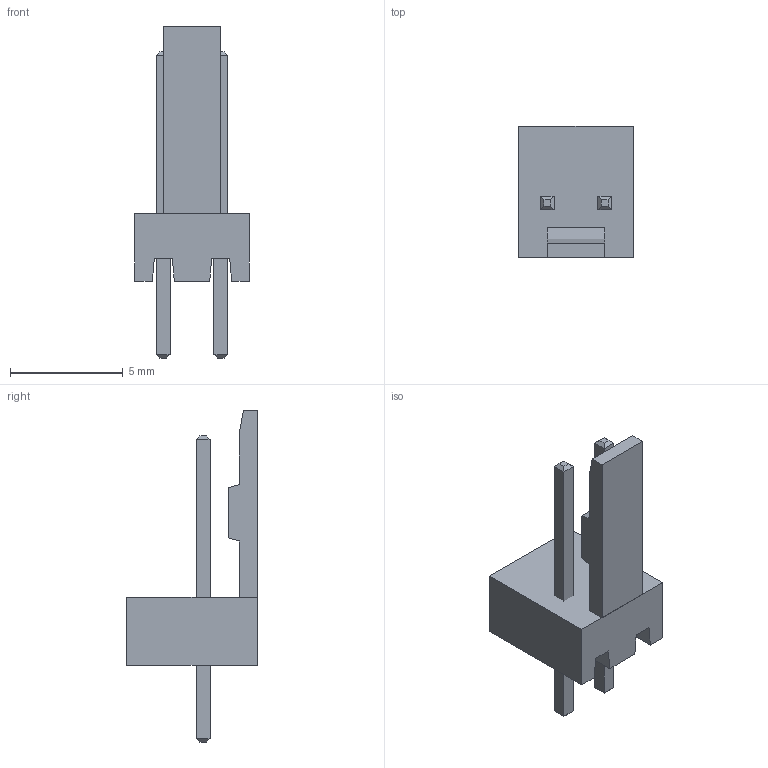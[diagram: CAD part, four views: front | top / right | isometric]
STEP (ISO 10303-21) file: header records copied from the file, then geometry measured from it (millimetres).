
FILE_DESCRIPTION(('TFLEX Exchange Step'),'2;1');
FILE_NAME(' Connfly WF-2.stp', '2020-05-21T12:20:46+05:00',('Admin'),('Unknown organisation'),'TFLEX Exchange 2019.2','T-FLEX CAD','Unknown authorisation');
FILE_SCHEMA( ('AUTOMOTIVE_DESIGN { 1 0 10303 214 1 1 1 1 }') );
Length unit declared in the file: millimetre
Products named in the file (3): 0; Тело_4:2; Вилка Connfly WF-2
Assembly tree (3 placements, depth 2):
  Вилка Connfly WF-2
    0
    Тело_4:2  x2
Bounding box: 5.08 x 5.8 x 14.7 mm (x, y, z)
Volume: 107.4 mm3; surface area: 270.6 mm2
Topology: 4 solids, 4 shells, 53 faces, 119 edges, 74 vertices
Faces by surface type: plane 53
Entity records: 1166 total; most frequent: CARTESIAN_POINT 194, ORIENTED_EDGE 182, DIRECTION 181, VECTOR 91, LINE 91, EDGE_CURVE 91, VERTEX_POINT 58, AXIS2_PLACEMENT_3D 45
